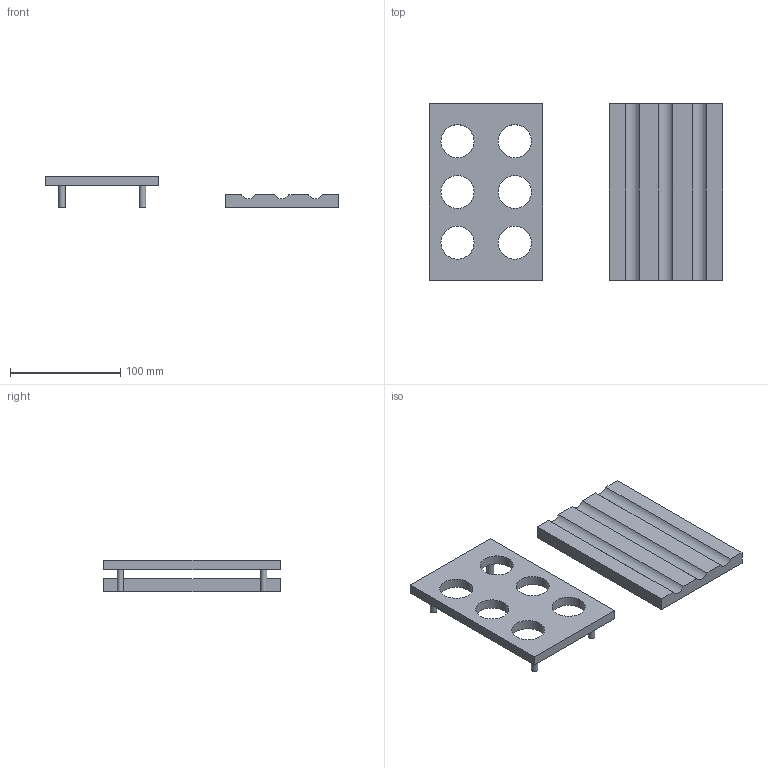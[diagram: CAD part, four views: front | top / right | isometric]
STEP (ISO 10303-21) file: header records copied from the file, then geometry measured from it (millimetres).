
FILE_DESCRIPTION((' '),'2;1');
FILE_NAME('K492.stp','2023-04-05T08:24:23',(' '),(' '),' ','ACIS',' ');
FILE_SCHEMA(('CONFIG_CONTROL_DESIGN'));
Length unit declared in the file: millimetre
Products named in the file (7): K492.stp; Körper1; Körper2; Körper3; Körper4; Körper5; Körper6
Assembly tree (6 placements, depth 2):
  K492.stp
    Körper1
    Körper2
    Körper3
    Körper4
    Körper5
    Körper6
Bounding box: 266 x 160 x 29 mm (x, y, z)
Volume: 293536.6 mm3; surface area: 77162.4 mm2
Topology: 6 solids, 6 shells, 44 faces, 84 edges, 56 vertices
Faces by surface type: plane 27, cylinder 17
Full cylindrical faces by diameter (mm): 6 x8, 30 x6
Entity records: 2042 total; most frequent: DIRECTION 218, CARTESIAN_POINT 183, ORIENTED_EDGE 140, AXIS2_PLACEMENT_3D 91, EDGE_LOOP 74, EDGE_CURVE 70, PERSON 68, ORGANIZATION 68
